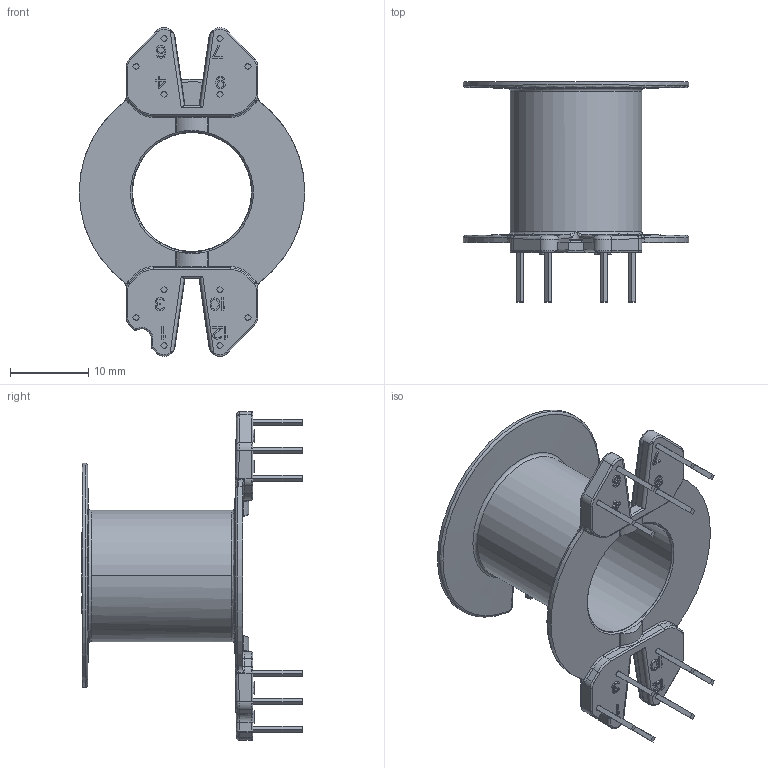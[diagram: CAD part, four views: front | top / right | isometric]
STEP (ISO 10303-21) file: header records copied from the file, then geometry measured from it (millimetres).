
FILE_DESCRIPTION((''),'2;1');
FILE_NAME('C61035-A0044-B200-RM1_SW0001','2021-03-11T',('EE4793'),(''),'PRO/ENGINEER BY PARAMETRIC TECHNOLOGY CORPORATION, 2014000','PRO/ENGINEER BY PARAMETRIC TECHNOLOGY CORPORATION, 2014000','');
FILE_SCHEMA(('AUTOMOTIVE_DESIGN { 1 0 10303 214 1 1 1 1 }'));
Length unit declared in the file: millimetre
Products named in the file (1): C61035-A0044-B200-RM1_SW0001
Bounding box: 28.8 x 28.13 x 42 mm (x, y, z)
Volume: 2022.2 mm3; surface area: 4576.9 mm2
Topology: 1 solids, 1 shells, 746 faces, 2251 edges, 1470 vertices
Faces by surface type: plane 494, cylinder 147, torus 47, bspline 38, extrusion 9, cone 7, sphere 4
Entity records: 28100 total; most frequent: CARTESIAN_POINT 7759, ORIENTED_EDGE 4494, DIRECTION 3940, EDGE_CURVE 2247, VECTOR 1616, LINE 1607, VERTEX_POINT 1470, AXIS2_PLACEMENT_3D 1162
